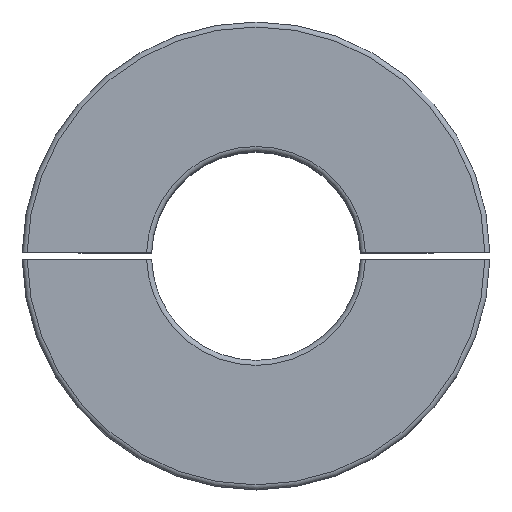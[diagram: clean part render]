
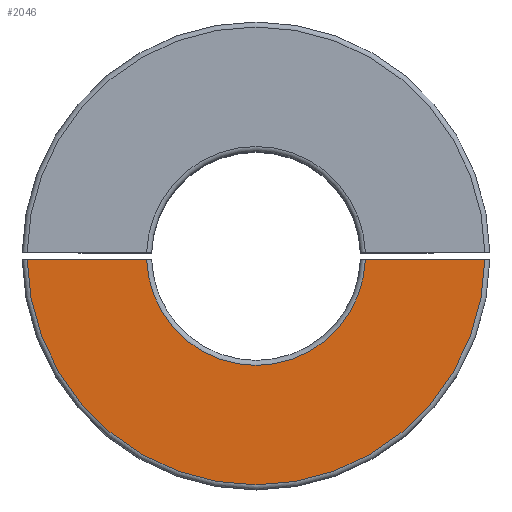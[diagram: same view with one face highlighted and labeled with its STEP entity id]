
A CAD part, top view. The second image highlights one B-rep face of the part: STEP entity #2046.
In plain terms, the highlighted planar face has unit normal (0, 0, 1).
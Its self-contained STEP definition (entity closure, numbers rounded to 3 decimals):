
#149=PLANE('',#2237);
#184=FACE_OUTER_BOUND('',#324,.T.);
#324=EDGE_LOOP('',(#1437,#1438,#1439,#1440));
#474=CIRCLE('',#2236,13.571);
#475=CIRCLE('',#2238,6.488);
#605=LINE('',#3237,#717);
#612=LINE('',#3383,#724);
#717=VECTOR('',#2514,7.084);
#724=VECTOR('',#2535,7.084);
#835=VERTEX_POINT('',#3234);
#836=VERTEX_POINT('',#3236);
#853=VERTEX_POINT('',#3363);
#854=VERTEX_POINT('',#3382);
#1023=EDGE_CURVE('',#836,#835,#605,.T.);
#1044=EDGE_CURVE('',#854,#853,#612,.T.);
#1083=EDGE_CURVE('',#854,#835,#474,.T.);
#1084=EDGE_CURVE('',#836,#853,#475,.T.);
#1437=ORIENTED_EDGE('',*,*,#1023,.T.);
#1438=ORIENTED_EDGE('',*,*,#1083,.F.);
#1439=ORIENTED_EDGE('',*,*,#1044,.T.);
#1440=ORIENTED_EDGE('',*,*,#1084,.F.);
#2046=ADVANCED_FACE('',(#184),#149,.T.);
#2236=AXIS2_PLACEMENT_3D('',#3476,#2615,#2616);
#2237=AXIS2_PLACEMENT_3D('',#3477,#2617,#2618);
#2238=AXIS2_PLACEMENT_3D('',#3478,#2619,#2620);
#2514=DIRECTION('',(-1.,0.,0.));
#2535=DIRECTION('',(-1.,0.,0.));
#2615=DIRECTION('center_axis',(0.,0.,
-1.));
#2616=DIRECTION('ref_axis',(1.,-0.015,0.));
#2617=DIRECTION('center_axis',(0.,0.,1.));
#2618=DIRECTION('ref_axis',(1.,0.,0.));
#2619=DIRECTION('center_axis',(0.,0.,
1.));
#2620=DIRECTION('ref_axis',(-1.,-0.031,0.));
#3234=CARTESIAN_POINT('',(95.096,195.339,-366.281));
#3236=CARTESIAN_POINT('',(102.18,195.339,-366.281));
#3237=CARTESIAN_POINT('',(102.18,195.339,-366.281));
#3363=CARTESIAN_POINT('',(115.151,195.339,-366.281));
#3382=CARTESIAN_POINT('',(122.235,195.339,-366.281));
#3383=CARTESIAN_POINT('',(122.235,195.339,-366.281));
#3476=CARTESIAN_POINT('Origin',(108.666,195.537,-366.281));
#3477=CARTESIAN_POINT('Origin',(108.666,195.537,-366.281));
#3478=CARTESIAN_POINT('Origin',(108.666,195.537,-366.281));
